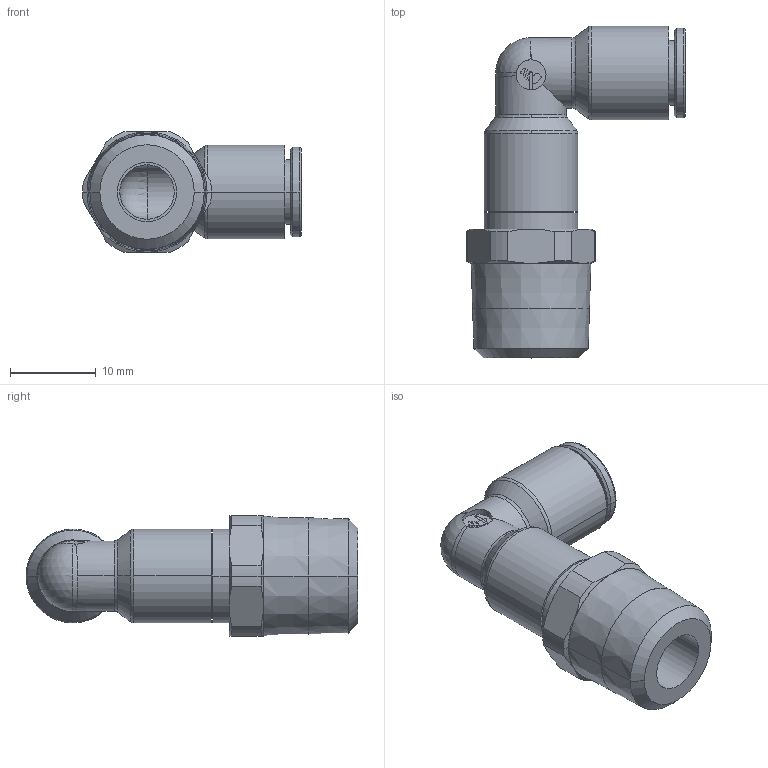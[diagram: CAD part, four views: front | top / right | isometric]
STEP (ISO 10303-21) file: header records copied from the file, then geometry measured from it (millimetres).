
FILE_DESCRIPTION(('STEP AP214'),'1');
FILE_NAME('3129_56_14.stp','2016-07-07T14:15:32',('TraceParts'),('TraceParts S.A.'),'Spatial InterOp 3D',' ',' ');
FILE_SCHEMA(('automotive_design'));
Length unit declared in the file: millimetre
Products named in the file (1): 1
Bounding box: 25.47 x 38.66 x 14 mm (x, y, z)
Volume: 3385.4 mm3; surface area: 3264.7 mm2
Topology: 1 solids, 1 shells, 118 faces, 299 edges, 189 vertices
Faces by surface type: cylinder 38, plane 35, cone 28, torus 10, sphere 7
Entity records: 4215 total; most frequent: CARTESIAN_POINT 1344, DIRECTION 643, ORIENTED_EDGE 586, EDGE_CURVE 293, AXIS2_PLACEMENT_3D 271, VERTEX_POINT 189, CIRCLE 150, EDGE_LOOP 132
